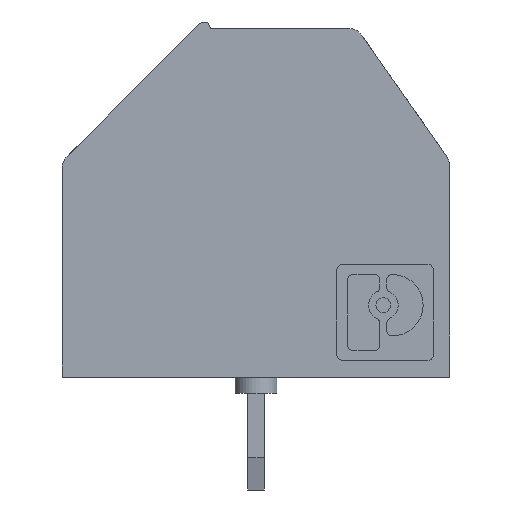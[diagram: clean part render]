
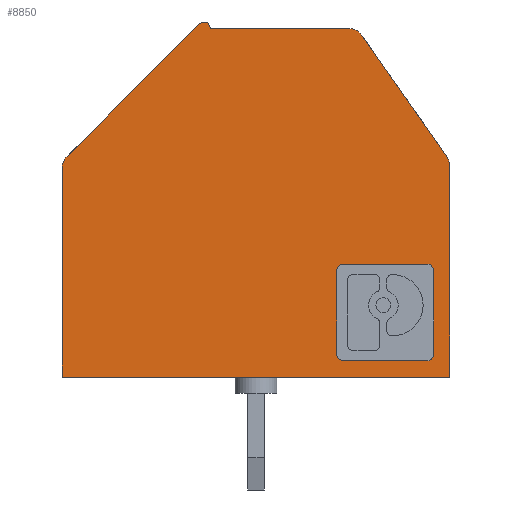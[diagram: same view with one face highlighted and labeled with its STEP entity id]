
A CAD part, left-side view. The second image highlights one B-rep face of the part: STEP entity #8850.
In plain terms, the highlighted face is planar.
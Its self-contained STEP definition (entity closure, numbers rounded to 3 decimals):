
#1050=CARTESIAN_POINT('',(40.692,14.838,-28.44));
#1060=DIRECTION('',(0.574,0.819,0.));
#1070=VECTOR('',#1060,1.);
#1080=LINE('',#1050,#1070);
#1090=CARTESIAN_POINT('',(40.692,14.838,-28.44));
#1100=VERTEX_POINT('',#1090);
#1110=CARTESIAN_POINT('',(43.323,18.596,-28.44));
#1120=VERTEX_POINT('',#1110);
#1130=EDGE_CURVE('',#1100,#1120,#1080,.T.);
#2330=CARTESIAN_POINT('',(41.101,14.551,-28.44));
#2340=DIRECTION('',(0.,0.,-1.));
#2350=DIRECTION('',(-1.,0.,0.));
#2360=AXIS2_PLACEMENT_3D('',#2330,#2340,#2350);
#2370=CIRCLE('',#2360,0.5);
#2380=CARTESIAN_POINT('',(40.601,14.551,-28.44));
#2390=VERTEX_POINT('',#2380);
#2400=EDGE_CURVE('',#2390,#1100,#2370,.T.);
#2650=CARTESIAN_POINT('',(40.601,8.009,-28.44));
#2660=DIRECTION('',(0.,1.,0.));
#2670=VECTOR('',#2660,1.);
#2680=LINE('',#2650,#2670);
#2690=CARTESIAN_POINT('',(40.601,8.009,-28.44));
#2700=VERTEX_POINT('',#2690);
#2710=EDGE_CURVE('',#2700,#2390,#2680,.T.);
#3010=CARTESIAN_POINT('',(52.601,8.009,-28.44));
#3020=VERTEX_POINT('',#3010);
#3050=CARTESIAN_POINT('',(52.601,8.009,-28.44));
#3060=DIRECTION('',(-1.,0.,0.));
#3070=VECTOR('',#3060,1.);
#3080=LINE('',#3050,#3070);
#3090=EDGE_CURVE('',#3020,#2700,#3080,.T.);
#4170=CARTESIAN_POINT('',(52.601,14.502,-28.44));
#4180=DIRECTION('',(0.,-1.,0.));
#4190=VECTOR('',#4180,1.);
#4200=LINE('',#4170,#4190);
#4210=CARTESIAN_POINT('',(52.601,14.502,-28.44));
#4220=VERTEX_POINT('',#4210);
#4230=EDGE_CURVE('',#4220,#3020,#4200,.T.);
#4530=CARTESIAN_POINT('',(52.455,14.855,-28.44));
#4540=VERTEX_POINT('',#4530);
#4570=CARTESIAN_POINT('',(52.101,14.502,-28.44));
#4580=DIRECTION('',(0.,0.,-1.));
#4590=DIRECTION('',(0.707,0.707,0.));
#4600=AXIS2_PLACEMENT_3D('',#4570,#4580,#4590);
#4610=CIRCLE('',#4600,0.5);
#4620=EDGE_CURVE('',#4540,#4220,#4610,.T.);
#4800=CARTESIAN_POINT('',(48.36,18.95,-28.44));
#4810=DIRECTION('',(0.707,-0.707,0.));
#4820=VECTOR('',#4810,1.);
#4830=LINE('',#4800,#4820);
#4840=CARTESIAN_POINT('',(48.36,18.95,-28.44));
#4850=VERTEX_POINT('',#4840);
#4860=EDGE_CURVE('',#4850,#4540,#4830,.T.);
#7200=CARTESIAN_POINT('',(48.019,18.809,-28.44));
#7210=VERTEX_POINT('',#7200);
#7240=CARTESIAN_POINT('',(48.219,18.809,-28.44));
#7250=DIRECTION('',(0.,0.,-1.));
#7260=DIRECTION('',(-1.,0.,0.));
#7270=AXIS2_PLACEMENT_3D('',#7240,#7250,#7260);
#7280=CIRCLE('',#7270,0.2);
#7290=EDGE_CURVE('',#7210,#4850,#7280,.T.);
#7520=CARTESIAN_POINT('',(43.733,18.809,-28.44));
#7530=VERTEX_POINT('',#7520);
#7560=CARTESIAN_POINT('',(43.733,18.809,-28.44));
#7570=DIRECTION('',(1.,0.,0.));
#7580=VECTOR('',#7570,1.);
#7590=LINE('',#7560,#7580);
#7600=EDGE_CURVE('',#7530,#7210,#7590,.T.);
#7780=CARTESIAN_POINT('',(43.733,18.309,-28.44));
#7790=DIRECTION('',(0.,0.,-1.));
#7800=DIRECTION('',(-0.819,0.574,0.));
#7810=AXIS2_PLACEMENT_3D('',#7780,#7790,#7800);
#7820=CIRCLE('',#7810,0.5);
#7830=EDGE_CURVE('',#1120,#7530,#7820,.T.);
#7980=CARTESIAN_POINT('',(0.,0.,-28.44));
#7990=DIRECTION('',(0.,0.,1.));
#8000=DIRECTION('',(1.,0.,0.));
#8010=AXIS2_PLACEMENT_3D('',#7980,#7990,#8000);
#8020=PLANE('',#8010);
#8030=ORIENTED_EDGE('',*,*,#2400,.T.);
#8040=ORIENTED_EDGE('',*,*,#2710,.T.);
#8050=ORIENTED_EDGE('',*,*,#3090,.T.);
#8060=ORIENTED_EDGE('',*,*,#4230,.T.);
#8070=ORIENTED_EDGE('',*,*,#4620,.T.);
#8080=ORIENTED_EDGE('',*,*,#4860,.T.);
#8090=ORIENTED_EDGE('',*,*,#7290,.T.);
#8100=ORIENTED_EDGE('',*,*,#7600,.T.);
#8110=ORIENTED_EDGE('',*,*,#7830,.T.);
#8120=ORIENTED_EDGE('',*,*,#1130,.T.);
#8130=EDGE_LOOP('',(#8120,#8110,#8100,#8090,#8080,#8070,#8060,#8050,
#8040,#8030));
#8140=FACE_OUTER_BOUND('',#8130,.T.);
#8150=CARTESIAN_POINT('',(41.312,11.509,-28.44));
#8160=DIRECTION('',(1.,0.,0.));
#8170=VECTOR('',#8160,1.);
#8180=LINE('',#8150,#8170);
#8190=CARTESIAN_POINT('',(41.312,11.509,-28.44));
#8200=VERTEX_POINT('',#8190);
#8210=CARTESIAN_POINT('',(43.891,11.509,-28.44));
#8220=VERTEX_POINT('',#8210);
#8230=EDGE_CURVE('',#8200,#8220,#8180,.T.);
#8240=ORIENTED_EDGE('',*,*,#8230,.F.);
#8250=CARTESIAN_POINT('',(43.891,11.298,-28.44));
#8260=DIRECTION('',(0.,0.,1.));
#8270=DIRECTION('',(1.,0.,0.));
#8280=AXIS2_PLACEMENT_3D('',#8250,#8260,#8270);
#8290=CIRCLE('',#8280,0.211);
#8300=CARTESIAN_POINT('',(44.101,11.298,-28.44));
#8310=VERTEX_POINT('',#8300);
#8320=EDGE_CURVE('',#8310,#8220,#8290,.T.);
#8330=ORIENTED_EDGE('',*,*,#8320,.T.);
#8340=CARTESIAN_POINT('',(44.101,11.298,-28.44));
#8350=DIRECTION('',(0.,-1.,0.));
#8360=VECTOR('',#8350,1.);
#8370=LINE('',#8340,#8360);
#8380=CARTESIAN_POINT('',(44.101,8.72,-28.44));
#8390=VERTEX_POINT('',#8380);
#8400=EDGE_CURVE('',#8310,#8390,#8370,.T.);
#8410=ORIENTED_EDGE('',*,*,#8400,.F.);
#8420=CARTESIAN_POINT('',(43.891,8.72,-28.44));
#8430=DIRECTION('',(0.,0.,1.));
#8440=DIRECTION('',(0.,-1.,0.));
#8450=AXIS2_PLACEMENT_3D('',#8420,#8430,#8440);
#8460=CIRCLE('',#8450,0.211);
#8470=CARTESIAN_POINT('',(43.891,8.509,-28.44));
#8480=VERTEX_POINT('',#8470);
#8490=EDGE_CURVE('',#8480,#8390,#8460,.T.);
#8500=ORIENTED_EDGE('',*,*,#8490,.T.);
#8510=CARTESIAN_POINT('',(41.312,8.509,-28.44));
#8520=DIRECTION('',(1.,0.,0.));
#8530=VECTOR('',#8520,1.);
#8540=LINE('',#8510,#8530);
#8550=CARTESIAN_POINT('',(41.312,8.509,-28.44));
#8560=VERTEX_POINT('',#8550);
#8570=EDGE_CURVE('',#8560,#8480,#8540,.T.);
#8580=ORIENTED_EDGE('',*,*,#8570,.T.);
#8590=CARTESIAN_POINT('',(41.312,8.72,-28.44));
#8600=DIRECTION('',(0.,0.,1.));
#8610=DIRECTION('',(-1.,0.,0.));
#8620=AXIS2_PLACEMENT_3D('',#8590,#8600,#8610);
#8630=CIRCLE('',#8620,0.211);
#8640=CARTESIAN_POINT('',(41.101,8.72,-28.44));
#8650=VERTEX_POINT('',#8640);
#8660=EDGE_CURVE('',#8650,#8560,#8630,.T.);
#8670=ORIENTED_EDGE('',*,*,#8660,.T.);
#8680=CARTESIAN_POINT('',(41.101,8.72,-28.44));
#8690=DIRECTION('',(0.,1.,0.));
#8700=VECTOR('',#8690,1.);
#8710=LINE('',#8680,#8700);
#8720=CARTESIAN_POINT('',(41.101,11.298,-28.44));
#8730=VERTEX_POINT('',#8720);
#8740=EDGE_CURVE('',#8650,#8730,#8710,.T.);
#8750=ORIENTED_EDGE('',*,*,#8740,.F.);
#8760=CARTESIAN_POINT('',(41.312,11.298,-28.44));
#8770=DIRECTION('',(0.,0.,1.));
#8780=DIRECTION('',(0.,1.,0.));
#8790=AXIS2_PLACEMENT_3D('',#8760,#8770,#8780);
#8800=CIRCLE('',#8790,0.211);
#8810=EDGE_CURVE('',#8200,#8730,#8800,.T.);
#8820=ORIENTED_EDGE('',*,*,#8810,.T.);
#8830=EDGE_LOOP('',(#8820,#8750,#8670,#8580,#8500,#8410,#8330,#8240));
#8840=FACE_BOUND('',#8830,.T.);
#8850=ADVANCED_FACE('',(#8140,#8840),#8020,.F.);
